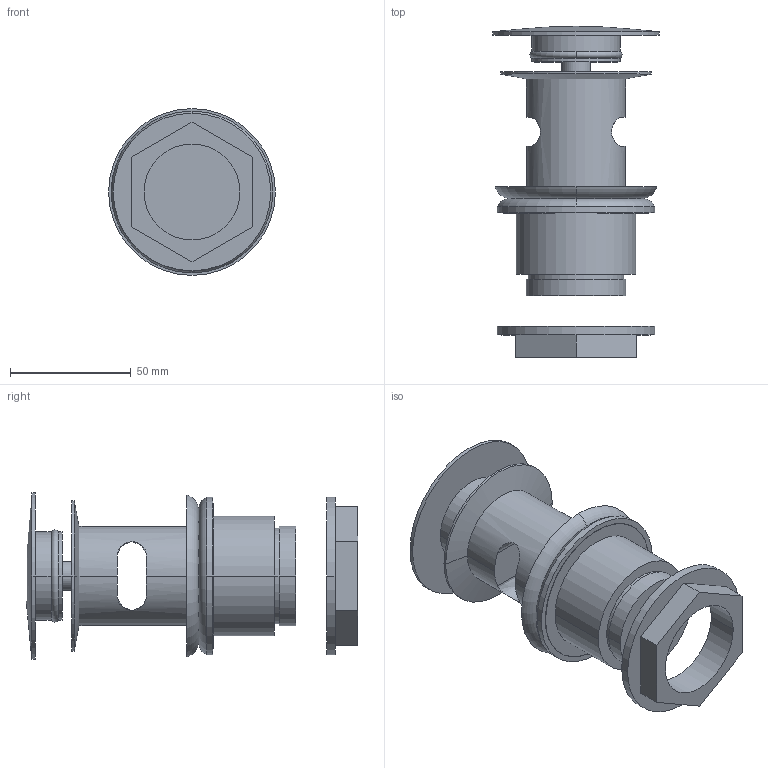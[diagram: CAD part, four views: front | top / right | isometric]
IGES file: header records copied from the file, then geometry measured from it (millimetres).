
Global section: file name: No Iges File Name specified; native system: Autodesk Inventor 2010; preprocessor: AutoDesk Inventor Iges Exporter R2010; author: adaniels; date: 20101022.154830; units: millimetre
Bounding box: 69 x 136.92 x 69 mm (x, y, z)
Volume: 167023 mm3; surface area: 51377.1 mm2
Topology: 2 solids, 2 shells, 86 faces, 197 edges, 119 vertices
Faces by surface type: cylinder 30, plane 27, torus 14, revolution 10, bspline 2, cone 2, sphere 1
